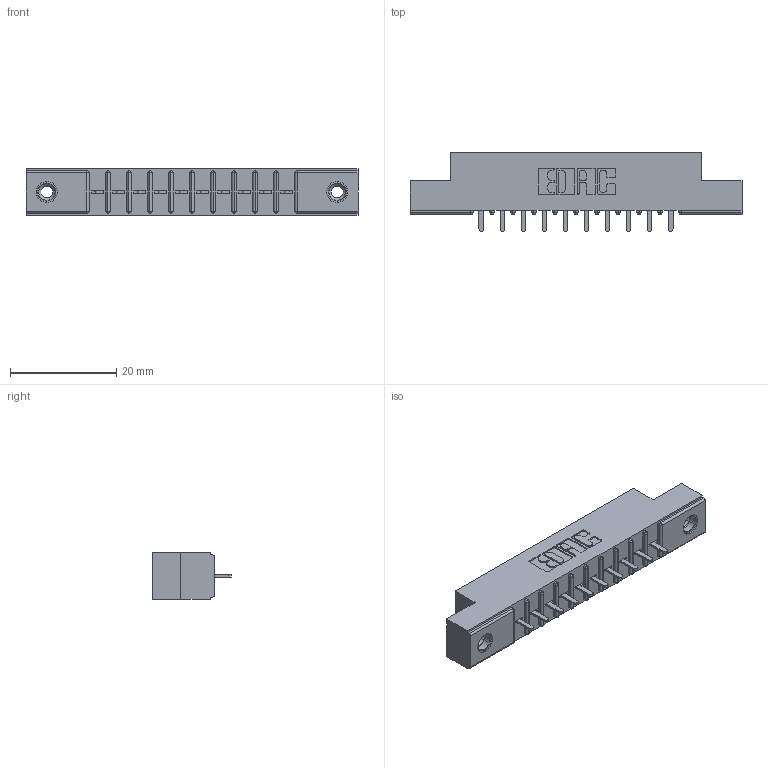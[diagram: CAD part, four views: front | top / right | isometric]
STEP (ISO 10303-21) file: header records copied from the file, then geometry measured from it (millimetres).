
FILE_DESCRIPTION (( 'STEP AP203' ), '1' );
FILE_NAME ('316-010-521-108.STEP', '2018-07-31T00:11:28', ( '' ), ( '' ), 'SwSTEP 2.0', 'SolidWorks 2016', '' );
FILE_SCHEMA (( 'CONFIG_CONTROL_DESIGN' ));
Length unit declared in the file: inch
Products named in the file (4): 306-290-001_121; 345-250-001_345-250-003-102; 316-010-521-108; 306 Part_.156 Dia
Assembly tree (13 placements, depth 2):
  316-010-521-108
    306 Part_.156 Dia
    306-290-001_121  x10
    345-250-001_345-250-003-102  x2
Bounding box: 62.64 x 14.88 x 8.71 mm (x, y, z)
Volume: 4215.5 mm3; surface area: 5800.5 mm2
Topology: 13 solids, 13 shells, 876 faces, 2422 edges, 1552 vertices
Faces by surface type: plane 570, cylinder 250, sphere 40, cone 12, torus 4
Entity records: 14612 total; most frequent: CARTESIAN_POINT 2428, DIRECTION 2406, ORIENTED_EDGE 2396, EDGE_CURVE 1198, LINE 918, VECTOR 918, VERTEX_POINT 766, AXIS2_PLACEMENT_3D 744
